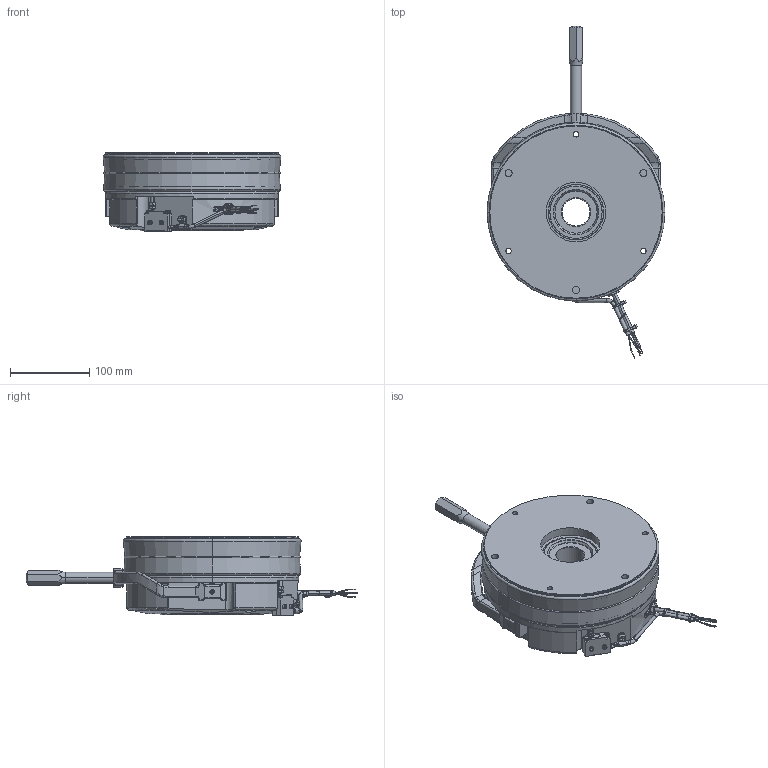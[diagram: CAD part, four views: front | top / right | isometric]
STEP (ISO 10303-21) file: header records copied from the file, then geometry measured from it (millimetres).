
FILE_DESCRIPTION (( 'STEP AP214' ), '1' );
FILE_NAME ('dr_bk_08_38_hmfs_mu.STEP', '2021-11-04T07:09:38', ( '' ), ( '' ), 'SwSTEP 2.0', 'SolidWorks 2019', '' );
FILE_SCHEMA (( 'AUTOMOTIVE_DESIGN' ));
Length unit declared in the file: millimetre
Products named in the file (10): 10068476_000; 10068486_000; 10068480_000; 10068483_000; 10068484_000; dr_bk_08_38_hmfs_mu; 10068488_000_214 x 213,5 x 40,9; 10068478_000; 10068485_000; 10068487_000
Assembly tree (11 placements, depth 2):
  dr_bk_08_38_hmfs_mu
    10068485_000
    10068487_000
    10068476_000  x3
    10068478_000
    10068480_000
    10068486_000
    10068488_000_214 x 213,5 x 40,9
    10068484_000
    10068483_000
Bounding box: 223.95 x 418.12 x 99.4 mm (x, y, z)
Volume: 2941098.4 mm3; surface area: 547473.2 mm2
Topology: 25 solids, 41 shells, 2090 faces, 5128 edges, 3152 vertices
Faces by surface type: cylinder 726, plane 649, cone 308, bspline 280, torus 115, sphere 12
Entity records: 93448 total; most frequent: CARTESIAN_POINT 26759, ORIENTED_EDGE 10050, DIRECTION 9579, EDGE_CURVE 5027, AXIS2_PLACEMENT_3D 3712, VERTEX_POINT 3104, EDGE_LOOP 2221, LINE 2155
